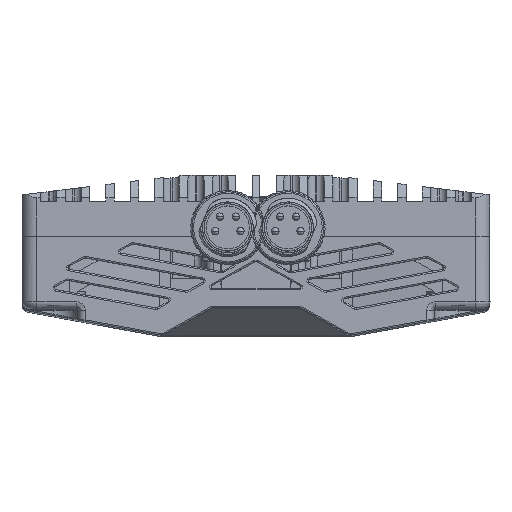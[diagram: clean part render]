
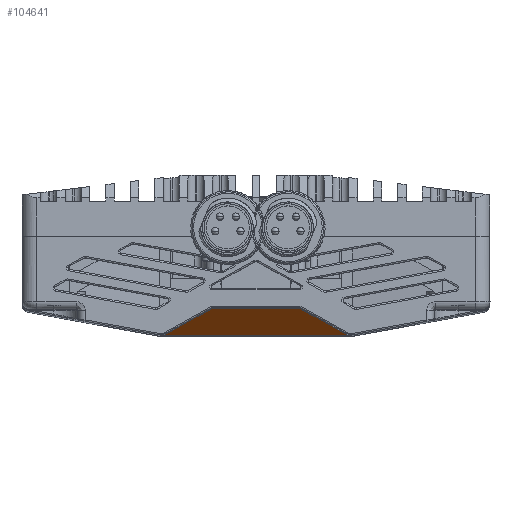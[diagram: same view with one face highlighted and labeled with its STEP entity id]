
A CAD part, top view. The second image highlights one B-rep face of the part: STEP entity #104641.
In plain terms, the highlighted face is planar.
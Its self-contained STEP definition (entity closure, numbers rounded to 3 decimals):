
#4157 = ORIENTED_EDGE ( 'NONE', *, *, #93676, .T. ) ;
#7082 = PLANE ( 'NONE',  #30718 ) ;
#11380 = CARTESIAN_POINT ( 'NONE',  ( 5.895, -13.367, 24.212 ) ) ;
#11633 = VECTOR ( 'NONE', #19296, 1000. ) ;
#16979 = EDGE_CURVE ( 'NONE', #102844, #100893, #133221, .T. ) ;
#18122 = LINE ( 'NONE', #19321, #11633 ) ;
#19296 = DIRECTION ( 'NONE',  ( -0.668, 0.372, 0.644 ) ) ;
#19321 = CARTESIAN_POINT ( 'NONE',  ( 12.447, -17.014, 17.896 ) ) ;
#21212 = DIRECTION ( 'NONE',  ( -1., 0., 0. ) ) ;
#21940 = CARTESIAN_POINT ( 'NONE',  ( 0., -13.367, 24.212 ) ) ;
#27635 = DIRECTION ( 'NONE',  ( -0.668, -0.372, -0.644 ) ) ;
#27737 = CARTESIAN_POINT ( 'NONE',  ( -5.895, -13.367, 24.212 ) ) ;
#30718 = AXIS2_PLACEMENT_3D ( 'NONE', #32419, #105323, #32305 ) ;
#32305 = DIRECTION ( 'NONE',  ( 0., 0.5, 0.866 ) ) ;
#32419 = CARTESIAN_POINT ( 'NONE',  ( 0., -15.193, 21.05 ) ) ;
#38556 = ORIENTED_EDGE ( 'NONE', *, *, #16979, .T. ) ;
#39710 = CARTESIAN_POINT ( 'NONE',  ( -5.895, -13.367, 24.212 ) ) ;
#45339 = ORIENTED_EDGE ( 'NONE', *, *, #132302, .F. ) ;
#55387 = ORIENTED_EDGE ( 'NONE', *, *, #101070, .T. ) ;
#68439 = CARTESIAN_POINT ( 'NONE',  ( 12.447, -17.014, 17.896 ) ) ;
#83957 = VECTOR ( 'NONE', #21212, 1000. ) ;
#89067 = CARTESIAN_POINT ( 'NONE',  ( -12.447, -17.014, 17.896 ) ) ;
#93676 = EDGE_CURVE ( 'NONE', #100893, #113250, #104012, .T. ) ;
#100893 = VERTEX_POINT ( 'NONE', #39710 ) ;
#101070 = EDGE_CURVE ( 'NONE', #126608, #102844, #18122, .T. ) ;
#102844 = VERTEX_POINT ( 'NONE', #11380 ) ;
#104012 = LINE ( 'NONE', #27737, #132071 ) ;
#104641 = ADVANCED_FACE ( 'NONE', ( #113893 ), #7082, .T. ) ;
#105323 = DIRECTION ( 'NONE',  ( 0., -0.866, 0.5 ) ) ;
#112890 = EDGE_LOOP ( 'NONE', ( #45339, #55387, #38556, #4157 ) ) ;
#113250 = VERTEX_POINT ( 'NONE', #89067 ) ;
#113893 = FACE_OUTER_BOUND ( 'NONE', #112890, .T. ) ;
#119219 = B_SPLINE_CURVE_WITH_KNOTS ( 'NONE', 3,
 ( #127546, #128180, #126218, #126079 ),
 .UNSPECIFIED., .F., .F.,
 ( 4, 4 ),
 ( 0., 1. ),
 .UNSPECIFIED. ) ;
#126079 = CARTESIAN_POINT ( 'NONE',  ( -12.447, -17.014, 17.896 ) ) ;
#126218 = CARTESIAN_POINT ( 'NONE',  ( -4.149, -17.014, 17.896 ) ) ;
#126608 = VERTEX_POINT ( 'NONE', #68439 ) ;
#127546 = CARTESIAN_POINT ( 'NONE',  ( 12.447, -17.014, 17.896 ) ) ;
#128180 = CARTESIAN_POINT ( 'NONE',  ( 4.149, -17.014, 17.896 ) ) ;
#132071 = VECTOR ( 'NONE', #27635, 1000. ) ;
#132302 = EDGE_CURVE ( 'NONE', #126608, #113250, #119219, .T. ) ;
#133221 = LINE ( 'NONE', #21940, #83957 ) ;
